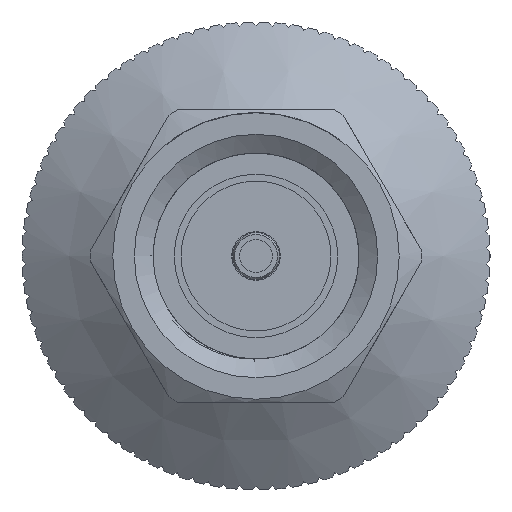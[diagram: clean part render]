
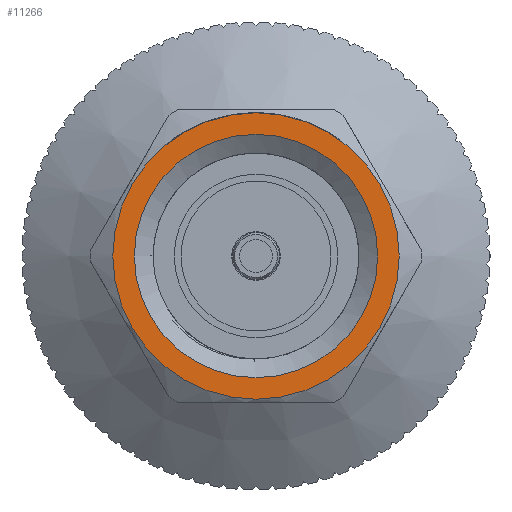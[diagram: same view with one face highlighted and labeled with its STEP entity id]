
A CAD part, left-side view. The second image highlights one B-rep face of the part: STEP entity #11266.
In plain terms, the highlighted planar face has unit normal (-1, 0, 0).
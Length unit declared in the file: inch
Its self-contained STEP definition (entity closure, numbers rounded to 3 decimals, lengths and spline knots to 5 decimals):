
#27=FACE_BOUND('',#2134,.T.);
#875=CIRCLE('',#12536,0.153);
#880=CIRCLE('',#12544,0.13);
#1506=FACE_OUTER_BOUND('',#2133,.T.);
#2133=EDGE_LOOP('',(#9928));
#2134=EDGE_LOOP('',(#9929));
#4900=VERTEX_POINT('',#20030);
#4905=VERTEX_POINT('',#20045);
#6584=EDGE_CURVE('',#4900,#4900,#875,.T.);
#6591=EDGE_CURVE('',#4905,#4905,#880,.T.);
#9928=ORIENTED_EDGE('',*,*,#6584,.T.);
#9929=ORIENTED_EDGE('',*,*,#6591,.T.);
#10679=PLANE('',#12558);
#11266=ADVANCED_FACE('',(#1506,#27),#10679,.T.);
#12536=AXIS2_PLACEMENT_3D('',#20031,#15606,#15607);
#12544=AXIS2_PLACEMENT_3D('',#20046,#15624,#15625);
#12558=AXIS2_PLACEMENT_3D('',#21150,#15655,#15656);
#15606=DIRECTION('center_axis',(-1.,0.,0.));
#15607=DIRECTION('ref_axis',(0.,-0.866,-0.5));
#15624=DIRECTION('center_axis',(1.,0.,0.));
#15625=DIRECTION('ref_axis',(0.,-1.,0.));
#15655=DIRECTION('center_axis',(-1.,0.,0.));
#15656=DIRECTION('ref_axis',(0.,0.,
-1.));
#20030=CARTESIAN_POINT('',(136.61356,121.1871,-0.0765));
#20031=CARTESIAN_POINT('Origin',(136.61356,121.31961,0.));
#20045=CARTESIAN_POINT('',(136.61356,121.44961,0.));
#20046=CARTESIAN_POINT('Origin',(136.61356,121.31961,0.));
#21150=CARTESIAN_POINT('Origin',(136.61356,121.31961,0.));
